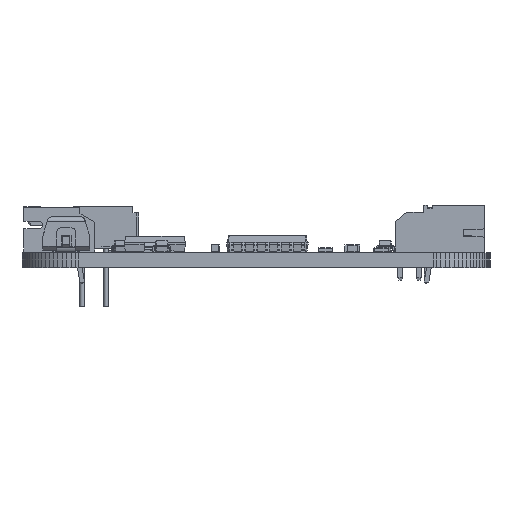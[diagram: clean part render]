
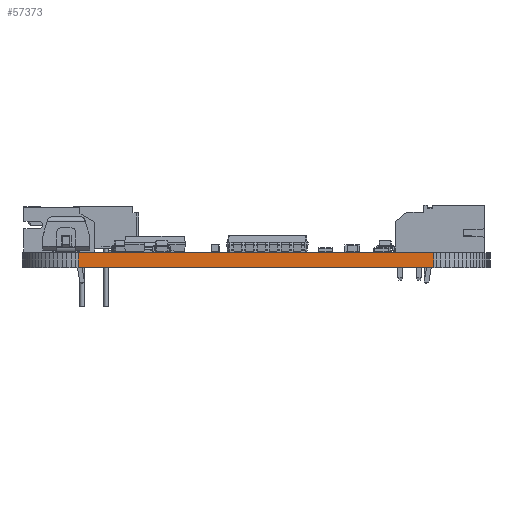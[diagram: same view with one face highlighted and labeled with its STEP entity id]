
A CAD part, left-side view. The second image highlights one B-rep face of the part: STEP entity #57373.
In plain terms, the highlighted planar face has unit normal (-1, 0, 0).
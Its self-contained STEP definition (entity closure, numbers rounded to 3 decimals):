
#54826 = VERTEX_POINT('',#54827);
#54827 = CARTESIAN_POINT('',(-40.,-19.,0.));
#54833 = EDGE_CURVE('',#54826,#54834,#54836,.T.);
#54834 = VERTEX_POINT('',#54835);
#54835 = CARTESIAN_POINT('',(-40.,19.,0.));
#54836 = LINE('',#54837,#54838);
#54837 = CARTESIAN_POINT('',(-40.,-19.,0.));
#54838 = VECTOR('',#54839,1.);
#54839 = DIRECTION('',(0.,1.,0.));
#55978 = VERTEX_POINT('',#55979);
#55979 = CARTESIAN_POINT('',(-40.,-19.,1.6));
#55985 = EDGE_CURVE('',#55978,#55986,#55988,.T.);
#55986 = VERTEX_POINT('',#55987);
#55987 = CARTESIAN_POINT('',(-40.,19.,1.6));
#55988 = LINE('',#55989,#55990);
#55989 = CARTESIAN_POINT('',(-40.,-19.,1.6));
#55990 = VECTOR('',#55991,1.);
#55991 = DIRECTION('',(0.,1.,0.));
#57343 = EDGE_CURVE('',#54834,#55986,#57344,.T.);
#57344 = LINE('',#57345,#57346);
#57345 = CARTESIAN_POINT('',(-40.,19.,0.));
#57346 = VECTOR('',#57347,1.);
#57347 = DIRECTION('',(0.,0.,1.));
#57373 = ADVANCED_FACE('',(#57374),#57385,.T.);
#57374 = FACE_BOUND('',#57375,.T.);
#57375 = EDGE_LOOP('',(#57376,#57382,#57383,#57384));
#57376 = ORIENTED_EDGE('',*,*,#57377,.T.);
#57377 = EDGE_CURVE('',#54826,#55978,#57378,.T.);
#57378 = LINE('',#57379,#57380);
#57379 = CARTESIAN_POINT('',(-40.,-19.,0.));
#57380 = VECTOR('',#57381,1.);
#57381 = DIRECTION('',(0.,0.,1.));
#57382 = ORIENTED_EDGE('',*,*,#55985,.T.);
#57383 = ORIENTED_EDGE('',*,*,#57343,.F.);
#57384 = ORIENTED_EDGE('',*,*,#54833,.F.);
#57385 = PLANE('',#57386);
#57386 = AXIS2_PLACEMENT_3D('',#57387,#57388,#57389);
#57387 = CARTESIAN_POINT('',(-40.,-19.,0.));
#57388 = DIRECTION('',(-1.,0.,0.));
#57389 = DIRECTION('',(0.,1.,0.));
